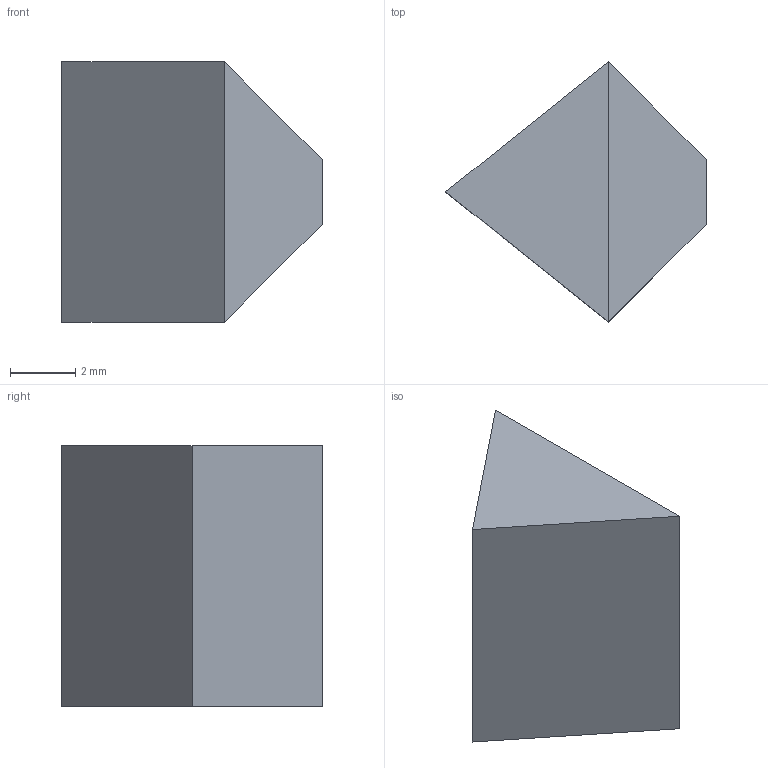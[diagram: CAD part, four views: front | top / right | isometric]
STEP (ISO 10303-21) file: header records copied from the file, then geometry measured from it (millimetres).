
FILE_DESCRIPTION (( 'STEP AP203' ), '1' );
FILE_NAME ('linkage_hinge_joint.STEP', '2025-06-01T07:02:14', ( '' ), ( '' ), 'SwSTEP 2.0', 'SolidWorks 2025', '' );
FILE_SCHEMA (( 'CONFIG_CONTROL_DESIGN' ));
Length unit declared in the file: millimetre
Products named in the file (1): linkage_hinge_joint
Bounding box: 8 x 8 x 8 mm (x, y, z)
Volume: 244 mm3; surface area: 231.3 mm2
Topology: 1 solids, 1 shells, 9 faces, 17 edges, 10 vertices
Faces by surface type: plane 9
Entity records: 296 total; most frequent: CARTESIAN_POINT 37, DIRECTION 37, ORIENTED_EDGE 34, VECTOR 17, EDGE_CURVE 17, LINE 17, VERTEX_POINT 10, AXIS2_PLACEMENT_3D 10
